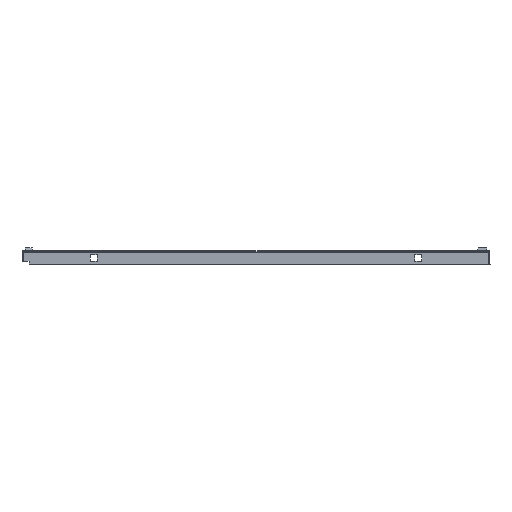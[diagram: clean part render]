
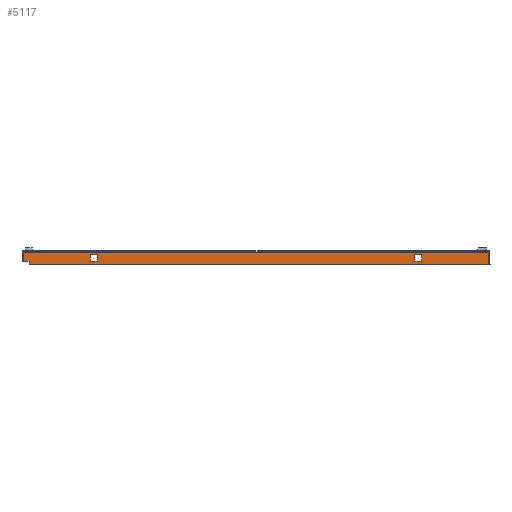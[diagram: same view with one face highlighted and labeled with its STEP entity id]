
A CAD part, front view. The second image highlights one B-rep face of the part: STEP entity #5117.
In plain terms, the highlighted planar face has unit normal (0, -1, 0).
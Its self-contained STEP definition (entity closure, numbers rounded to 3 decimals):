
#5117 = ADVANCED_FACE ( 'NONE', ( #52555, #52557, #52548 ), #63184, .F. ) ;
#5842 = EDGE_LOOP ( 'NONE', ( #91129, #91127, #91125, #91123 ) ) ;
#5852 = EDGE_LOOP ( 'NONE', ( #91141, #91139, #91137, #91135, #91133, #91131 ) ) ;
#5855 = EDGE_LOOP ( 'NONE', ( #91121, #62462, #62866, #62864 ) ) ;
#16685 = CARTESIAN_POINT ( 'NONE',  ( 225.75, -499., -4.25 ) ) ;
#16689 = CARTESIAN_POINT ( 'NONE',  ( -330.5, -499., -14. ) ) ;
#16695 = CARTESIAN_POINT ( 'NONE',  ( -330.5, -499., -0.75 ) ) ;
#16703 = CARTESIAN_POINT ( 'NONE',  ( -235.25, -499., -13.75 ) ) ;
#16901 = CARTESIAN_POINT ( 'NONE',  ( -322.5, -499., -18. ) ) ;
#16909 = CARTESIAN_POINT ( 'NONE',  ( -322.5, -499., -14. ) ) ;
#16936 = CARTESIAN_POINT ( 'NONE',  ( 225.75, -499., -13.75 ) ) ;
#16937 = CARTESIAN_POINT ( 'NONE',  ( 235.25, -499., -13.75 ) ) ;
#16940 = CARTESIAN_POINT ( 'NONE',  ( 235.25, -499., -4.25 ) ) ;
#16941 = CARTESIAN_POINT ( 'NONE',  ( -225.75, -499., -13.75 ) ) ;
#16943 = CARTESIAN_POINT ( 'NONE',  ( -225.75, -499., -4.25 ) ) ;
#16946 = CARTESIAN_POINT ( 'NONE',  ( -235.25, -499., -4.25 ) ) ;
#16950 = CARTESIAN_POINT ( 'NONE',  ( 330.5, -499., -0.75 ) ) ;
#16953 = CARTESIAN_POINT ( 'NONE',  ( 330.5, -499., -18. ) ) ;
#17960 = DIRECTION ( 'NONE',  ( 1., 0., 0. ) ) ;
#17962 = CARTESIAN_POINT ( 'NONE',  ( 330.25, -499., -18. ) ) ;
#17974 = CARTESIAN_POINT ( 'NONE',  ( 330.5, -499., -0.75 ) ) ;
#17977 = CARTESIAN_POINT ( 'NONE',  ( -661.003, -499., -0.75 ) ) ;
#17987 = DIRECTION ( 'NONE',  ( 1., 0., 0. ) ) ;
#17992 = DIRECTION ( 'NONE',  ( 0., 0., 1. ) ) ;
#19725 = LINE ( 'NONE', #76044, #19727 ) ;
#19727 = VECTOR ( 'NONE', #76034, 1000. ) ;
#19841 = LINE ( 'NONE', #76534, #19844 ) ;
#19844 = VECTOR ( 'NONE', #76537, 1000. ) ;
#19960 = LINE ( 'NONE', #77700, #19963 ) ;
#19962 = LINE ( 'NONE', #77702, #19964 ) ;
#19963 = VECTOR ( 'NONE', #77701, 1000. ) ;
#19964 = VECTOR ( 'NONE', #77703, 1000. ) ;
#20067 = LINE ( 'NONE', #94140, #20078 ) ;
#20068 = LINE ( 'NONE', #94160, #20070 ) ;
#20069 = LINE ( 'NONE', #94165, #20072 ) ;
#20070 = VECTOR ( 'NONE', #94163, 1000. ) ;
#20071 = LINE ( 'NONE', #94170, #20074 ) ;
#20072 = VECTOR ( 'NONE', #94168, 1000. ) ;
#20073 = LINE ( 'NONE', #94175, #20076 ) ;
#20074 = VECTOR ( 'NONE', #94173, 1000. ) ;
#20076 = VECTOR ( 'NONE', #94179, 1000. ) ;
#20077 = LINE ( 'NONE', #94185, #20080 ) ;
#20078 = VECTOR ( 'NONE', #94181, 1000. ) ;
#20079 = LINE ( 'NONE', #94190, #20082 ) ;
#20080 = VECTOR ( 'NONE', #94188, 1000. ) ;
#20082 = VECTOR ( 'NONE', #94193, 1000. ) ;
#22808 = VERTEX_POINT ( 'NONE', #16685 ) ;
#22812 = VERTEX_POINT ( 'NONE', #16689 ) ;
#22818 = VERTEX_POINT ( 'NONE', #16695 ) ;
#22826 = VERTEX_POINT ( 'NONE', #16703 ) ;
#22991 = VERTEX_POINT ( 'NONE', #16901 ) ;
#22999 = VERTEX_POINT ( 'NONE', #16909 ) ;
#23026 = VERTEX_POINT ( 'NONE', #16936 ) ;
#23027 = VERTEX_POINT ( 'NONE', #16937 ) ;
#23030 = VERTEX_POINT ( 'NONE', #16940 ) ;
#23031 = VERTEX_POINT ( 'NONE', #16941 ) ;
#23033 = VERTEX_POINT ( 'NONE', #16943 ) ;
#23036 = VERTEX_POINT ( 'NONE', #16946 ) ;
#23040 = VERTEX_POINT ( 'NONE', #16950 ) ;
#23043 = VERTEX_POINT ( 'NONE', #16953 ) ;
#35278 = EDGE_CURVE ( 'NONE', #22991, #23043, #52926, .T. ) ;
#35280 = EDGE_CURVE ( 'NONE', #22818, #23040, #52924, .T. ) ;
#35282 = EDGE_CURVE ( 'NONE', #23043, #23040, #52927, .T. ) ;
#52548 = FACE_BOUND ( 'NONE', #5855, .T. ) ;
#52555 = FACE_OUTER_BOUND ( 'NONE', #5852, .T. ) ;
#52557 = FACE_BOUND ( 'NONE', #5842, .T. ) ;
#52924 = LINE ( 'NONE', #17977, #52930 ) ;
#52926 = LINE ( 'NONE', #17962, #52928 ) ;
#52927 = LINE ( 'NONE', #17974, #52932 ) ;
#52928 = VECTOR ( 'NONE', #17960, 1000. ) ;
#52930 = VECTOR ( 'NONE', #17987, 1000. ) ;
#52932 = VECTOR ( 'NONE', #17992, 1000. ) ;
#62462 = ORIENTED_EDGE ( 'NONE', *, *, #73973, .T. ) ;
#62864 = ORIENTED_EDGE ( 'NONE', *, *, #73975, .T. ) ;
#62866 = ORIENTED_EDGE ( 'NONE', *, *, #73974, .T. ) ;
#63179 = DIRECTION ( 'NONE',  ( 0., 1., 0. ) ) ;
#63183 = CARTESIAN_POINT ( 'NONE',  ( 330.25, -499., -18. ) ) ;
#63184 = PLANE ( 'NONE',  #69990 ) ;
#63185 = DIRECTION ( 'NONE',  ( 0., 0., 1. ) ) ;
#64254 = EDGE_CURVE ( 'NONE', #22826, #23036, #19725, .T. ) ;
#64338 = EDGE_CURVE ( 'NONE', #22999, #22991, #19841, .T. ) ;
#64461 = EDGE_CURVE ( 'NONE', #22812, #22818, #19960, .T. ) ;
#64462 = EDGE_CURVE ( 'NONE', #22812, #22999, #19962, .T. ) ;
#69990 = AXIS2_PLACEMENT_3D ( 'NONE', #63183, #63179, #63185 ) ;
#73969 = EDGE_CURVE ( 'NONE', #23036, #23033, #20068, .T. ) ;
#73970 = EDGE_CURVE ( 'NONE', #23033, #23031, #20069, .T. ) ;
#73971 = EDGE_CURVE ( 'NONE', #23031, #22826, #20071, .T. ) ;
#73972 = EDGE_CURVE ( 'NONE', #22808, #23030, #20073, .T. ) ;
#73973 = EDGE_CURVE ( 'NONE', #23030, #23027, #20067, .T. ) ;
#73974 = EDGE_CURVE ( 'NONE', #23027, #23026, #20077, .T. ) ;
#73975 = EDGE_CURVE ( 'NONE', #23026, #22808, #20079, .T. ) ;
#76034 = DIRECTION ( 'NONE',  ( 0., 0., 1. ) ) ;
#76044 = CARTESIAN_POINT ( 'NONE',  ( -235.25, -499., -4.25 ) ) ;
#76534 = CARTESIAN_POINT ( 'NONE',  ( -322.5, -499., -18. ) ) ;
#76537 = DIRECTION ( 'NONE',  ( 0., 0., -1. ) ) ;
#77700 = CARTESIAN_POINT ( 'NONE',  ( -330.5, -499., -0.75 ) ) ;
#77701 = DIRECTION ( 'NONE',  ( 0., 0., 1. ) ) ;
#77702 = CARTESIAN_POINT ( 'NONE',  ( -330.5, -499., -14. ) ) ;
#77703 = DIRECTION ( 'NONE',  ( 1., 0., 0. ) ) ;
#91121 = ORIENTED_EDGE ( 'NONE', *, *, #73972, .T. ) ;
#91123 = ORIENTED_EDGE ( 'NONE', *, *, #73971, .T. ) ;
#91125 = ORIENTED_EDGE ( 'NONE', *, *, #73970, .T. ) ;
#91127 = ORIENTED_EDGE ( 'NONE', *, *, #73969, .T. ) ;
#91129 = ORIENTED_EDGE ( 'NONE', *, *, #64254, .T. ) ;
#91131 = ORIENTED_EDGE ( 'NONE', *, *, #64462, .T. ) ;
#91133 = ORIENTED_EDGE ( 'NONE', *, *, #64461, .F. ) ;
#91135 = ORIENTED_EDGE ( 'NONE', *, *, #35280, .F. ) ;
#91137 = ORIENTED_EDGE ( 'NONE', *, *, #35282, .T. ) ;
#91139 = ORIENTED_EDGE ( 'NONE', *, *, #35278, .T. ) ;
#91141 = ORIENTED_EDGE ( 'NONE', *, *, #64338, .T. ) ;
#94140 = CARTESIAN_POINT ( 'NONE',  ( 235.25, -499., -4.25 ) ) ;
#94160 = CARTESIAN_POINT ( 'NONE',  ( -235.25, -499., -4.25 ) ) ;
#94163 = DIRECTION ( 'NONE',  ( 1., 0., 0. ) ) ;
#94165 = CARTESIAN_POINT ( 'NONE',  ( -225.75, -499., -4.25 ) ) ;
#94168 = DIRECTION ( 'NONE',  ( 0., 0., -1. ) ) ;
#94170 = CARTESIAN_POINT ( 'NONE',  ( -235.25, -499., -13.75 ) ) ;
#94173 = DIRECTION ( 'NONE',  ( -1., 0., 0. ) ) ;
#94175 = CARTESIAN_POINT ( 'NONE',  ( 235.25, -499., -4.25 ) ) ;
#94179 = DIRECTION ( 'NONE',  ( 1., 0., 0. ) ) ;
#94181 = DIRECTION ( 'NONE',  ( 0., 0., -1. ) ) ;
#94185 = CARTESIAN_POINT ( 'NONE',  ( 235.25, -499., -13.75 ) ) ;
#94188 = DIRECTION ( 'NONE',  ( -1., 0., 0. ) ) ;
#94190 = CARTESIAN_POINT ( 'NONE',  ( 225.75, -499., -4.25 ) ) ;
#94193 = DIRECTION ( 'NONE',  ( 0., 0., 1. ) ) ;
